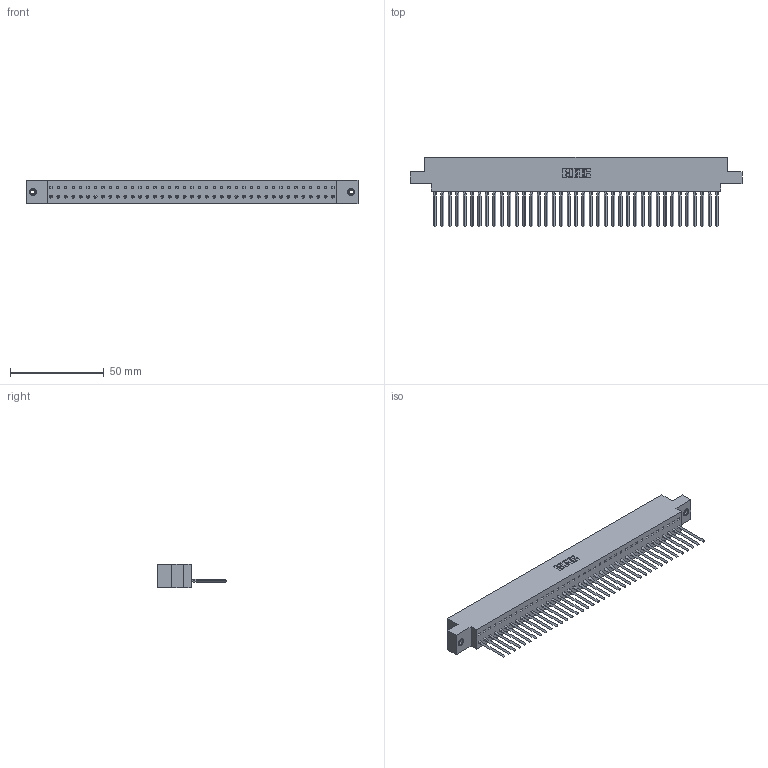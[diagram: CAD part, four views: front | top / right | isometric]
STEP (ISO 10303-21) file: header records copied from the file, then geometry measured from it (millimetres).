
FILE_DESCRIPTION (( 'STEP AP203' ), '1' );
FILE_NAME ('317-039-541-608.STEP', '2020-02-28T00:07:18', ( '' ), ( '' ), 'SwSTEP 2.0', 'SolidWorks 2016', '' );
FILE_SCHEMA (( 'CONFIG_CONTROL_DESIGN' ));
Length unit declared in the file: inch
Products named in the file (4): 317 Part_.156 Dia - TI; 317-039-541-608; 345-250-001_345-250-003-102; 317-290-002_541
Assembly tree (42 placements, depth 2):
  317-039-541-608
    317 Part_.156 Dia - TI
    317-290-002_541  x39
    345-250-001_345-250-003-102  x2
Bounding box: 177.24 x 37.34 x 12.7 mm (x, y, z)
Volume: 28643.8 mm3; surface area: 40397.1 mm2
Topology: 42 solids, 42 shells, 6090 faces, 17337 edges, 11264 vertices
Faces by surface type: plane 4926, cylinder 992, bspline 156, cone 12, torus 4
Entity records: 58279 total; most frequent: CARTESIAN_POINT 10969, ORIENTED_EDGE 10254, DIRECTION 8463, EDGE_CURVE 5127, LINE 4743, VECTOR 4743, VERTEX_POINT 3406, AXIS2_PLACEMENT_3D 1860
